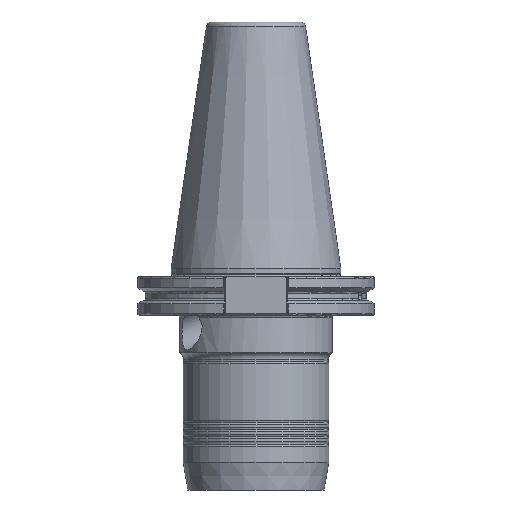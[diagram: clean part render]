
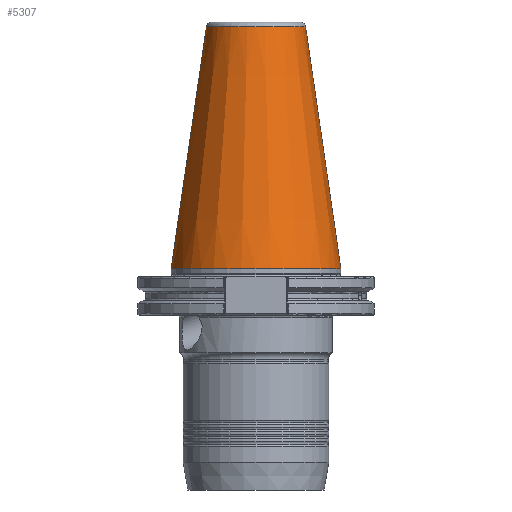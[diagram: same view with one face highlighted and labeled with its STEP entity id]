
A CAD part, front view. The second image highlights one B-rep face of the part: STEP entity #5307.
In plain terms, the highlighted conical face has half-angle 8.297 degrees and reference radius 20.108 mm.
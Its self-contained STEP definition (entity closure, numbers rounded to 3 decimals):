
#36 = CONICAL_SURFACE ( 'NONE', #3683, 20.108, 0.145 ) ;
#170 = ORIENTED_EDGE ( 'NONE', *, *, #1334, .T. ) ;
#271 = ORIENTED_EDGE ( 'NONE', *, *, #8270, .T. ) ;
#354 = VERTEX_POINT ( 'NONE', #4033 ) ;
#421 = DIRECTION ( 'NONE',  ( 1., 0., 0. ) ) ;
#492 = CIRCLE ( 'NONE', #3366, 20.389 ) ;
#671 = ORIENTED_EDGE ( 'NONE', *, *, #3672, .F. ) ;
#1258 = DIRECTION ( 'NONE',  ( 0.144, 0., -0.99 ) ) ;
#1334 = EDGE_CURVE ( 'NONE', #3717, #354, #4976, .T. ) ;
#2608 = EDGE_CURVE ( 'NONE', #5176, #8601, #3032, .T. ) ;
#2642 = CARTESIAN_POINT ( 'NONE',  ( 20.108, 0., 101.6 ) ) ;
#2914 = CIRCLE ( 'NONE', #6764, 34.925 ) ;
#3032 = LINE ( 'NONE', #2642, #3244 ) ;
#3244 = VECTOR ( 'NONE', #1258, 1000. ) ;
#3366 = AXIS2_PLACEMENT_3D ( 'NONE', #8543, #4388, #421 ) ;
#3672 = EDGE_CURVE ( 'NONE', #8601, #354, #2914, .T. ) ;
#3683 = AXIS2_PLACEMENT_3D ( 'NONE', #3729, #7846, #6529 ) ;
#3717 = VERTEX_POINT ( 'NONE', #7458 ) ;
#3729 = CARTESIAN_POINT ( 'NONE',  ( 0., 0., 101.6 ) ) ;
#4033 = CARTESIAN_POINT ( 'NONE',  ( -34.925, 0., 0. ) ) ;
#4224 = CARTESIAN_POINT ( 'NONE',  ( 20.389, 0., 99.675 ) ) ;
#4388 = DIRECTION ( 'NONE',  ( 0., 0., -1. ) ) ;
#4976 = LINE ( 'NONE', #5645, #8458 ) ;
#4977 = CARTESIAN_POINT ( 'NONE',  ( 34.925, 0., 0. ) ) ;
#5176 = VERTEX_POINT ( 'NONE', #4224 ) ;
#5307 = ADVANCED_FACE ( 'NONE', ( #7856 ), #36, .T. ) ;
#5645 = CARTESIAN_POINT ( 'NONE',  ( -20.108, 0., 101.6 ) ) ;
#6351 = CARTESIAN_POINT ( 'NONE',  ( 0., 0., 0. ) ) ;
#6359 = DIRECTION ( 'NONE',  ( -0.144, 0., -0.99 ) ) ;
#6529 = DIRECTION ( 'NONE',  ( -1., 0., 0. ) ) ;
#6764 = AXIS2_PLACEMENT_3D ( 'NONE', #6351, #8754, #6786 ) ;
#6786 = DIRECTION ( 'NONE',  ( -1., 0., 0. ) ) ;
#7458 = CARTESIAN_POINT ( 'NONE',  ( -20.389, 0., 99.675 ) ) ;
#7846 = DIRECTION ( 'NONE',  ( 0., 0., -1. ) ) ;
#7856 = FACE_OUTER_BOUND ( 'NONE', #8054, .T. ) ;
#8054 = EDGE_LOOP ( 'NONE', ( #8210, #271, #170, #671 ) ) ;
#8210 = ORIENTED_EDGE ( 'NONE', *, *, #2608, .F. ) ;
#8270 = EDGE_CURVE ( 'NONE', #5176, #3717, #492, .T. ) ;
#8458 = VECTOR ( 'NONE', #6359, 1000. ) ;
#8543 = CARTESIAN_POINT ( 'NONE',  ( 0., 0., 99.675 ) ) ;
#8601 = VERTEX_POINT ( 'NONE', #4977 ) ;
#8754 = DIRECTION ( 'NONE',  ( 0., 0., -1. ) ) ;
